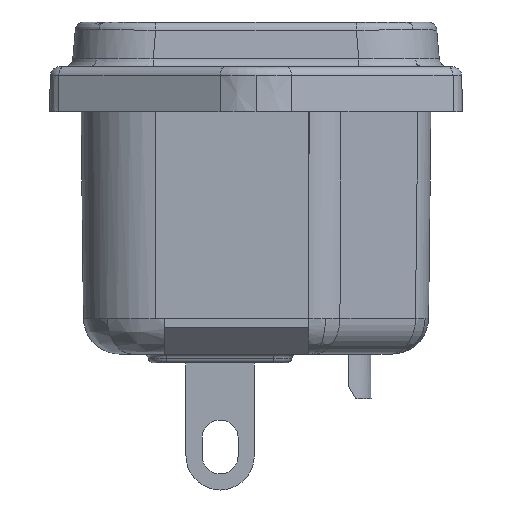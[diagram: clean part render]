
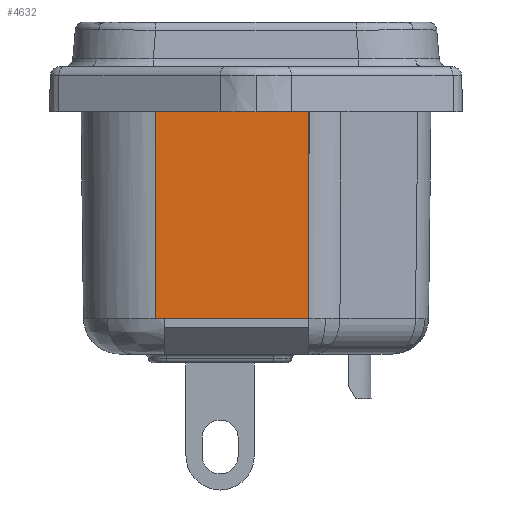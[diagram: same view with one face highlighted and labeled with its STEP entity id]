
A CAD part, left-side view. The second image highlights one B-rep face of the part: STEP entity #4632.
In plain terms, the highlighted planar face has unit normal (-1, 0, -0.012).
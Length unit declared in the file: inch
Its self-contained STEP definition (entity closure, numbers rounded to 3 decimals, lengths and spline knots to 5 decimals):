
#223 = CARTESIAN_POINT ( 'NONE',  ( -0.52032, -0.11417, -0.55097 ) ) ;
#2053 = VECTOR ( 'NONE', #5685, 39.37008 ) ;
#2267 = ORIENTED_EDGE ( 'NONE', *, *, #5390, .T. ) ;
#2357 = CARTESIAN_POINT ( 'NONE',  ( -0.52559, 0.22047, -0.09824 ) ) ;
#2483 = AXIS2_PLACEMENT_3D ( 'NONE', #8939, #5003, #11077 ) ;
#2746 = VECTOR ( 'NONE', #5023, 39.37008 ) ;
#2940 = EDGE_LOOP ( 'NONE', ( #3307, #10247, #8134, #2267 ) ) ;
#3307 = ORIENTED_EDGE ( 'NONE', *, *, #5705, .T. ) ;
#3378 = LINE ( 'NONE', #5882, #2746 ) ;
#3561 = CARTESIAN_POINT ( 'NONE',  ( -0.52559, -0.11417, -0.09824 ) ) ;
#4632 = ADVANCED_FACE ( 'NONE', ( #5473 ), #5638, .F. ) ;
#4815 = CARTESIAN_POINT ( 'NONE',  ( -0.52559, -0.11417, -0.09824 ) ) ;
#4829 = LINE ( 'NONE', #5567, #2053 ) ;
#4859 = CARTESIAN_POINT ( 'NONE',  ( -0.52559, 0.22047, -0.09824 ) ) ;
#5003 = DIRECTION ( 'NONE',  ( 1., 0., 0.012 ) ) ;
#5023 = DIRECTION ( 'NONE',  ( 0.012, 0., -1. ) ) ;
#5279 = VERTEX_POINT ( 'NONE', #6246 ) ;
#5390 = EDGE_CURVE ( 'NONE', #7894, #8095, #5892, .T. ) ;
#5473 = FACE_OUTER_BOUND ( 'NONE', #2940, .T. ) ;
#5567 = CARTESIAN_POINT ( 'NONE',  ( -0.52032, -0.11417, -0.55097 ) ) ;
#5638 = PLANE ( 'NONE',  #2483 ) ;
#5685 = DIRECTION ( 'NONE',  ( 0., 1., 0. ) ) ;
#5705 = EDGE_CURVE ( 'NONE', #8095, #5279, #9444, .T. ) ;
#5882 = CARTESIAN_POINT ( 'NONE',  ( -0.52559, -0.11417, -0.09824 ) ) ;
#5892 = LINE ( 'NONE', #4815, #10676 ) ;
#6246 = CARTESIAN_POINT ( 'NONE',  ( -0.52032, 0.22047, -0.55097 ) ) ;
#6785 = EDGE_CURVE ( 'NONE', #7894, #9261, #3378, .T. ) ;
#7074 = VECTOR ( 'NONE', #8328, 39.37008 ) ;
#7894 = VERTEX_POINT ( 'NONE', #3561 ) ;
#8095 = VERTEX_POINT ( 'NONE', #2357 ) ;
#8134 = ORIENTED_EDGE ( 'NONE', *, *, #6785, .F. ) ;
#8328 = DIRECTION ( 'NONE',  ( 0.012, 0., -1. ) ) ;
#8939 = CARTESIAN_POINT ( 'NONE',  ( -0.52559, -0.11417, -0.09824 ) ) ;
#9261 = VERTEX_POINT ( 'NONE', #223 ) ;
#9444 = LINE ( 'NONE', #4859, #7074 ) ;
#10247 = ORIENTED_EDGE ( 'NONE', *, *, #10413, .F. ) ;
#10413 = EDGE_CURVE ( 'NONE', #9261, #5279, #4829, .T. ) ;
#10676 = VECTOR ( 'NONE', #11047, 39.37008 ) ;
#11047 = DIRECTION ( 'NONE',  ( 0., 1., 0. ) ) ;
#11077 = DIRECTION ( 'NONE',  ( 0.012, 0., -1. ) ) ;
